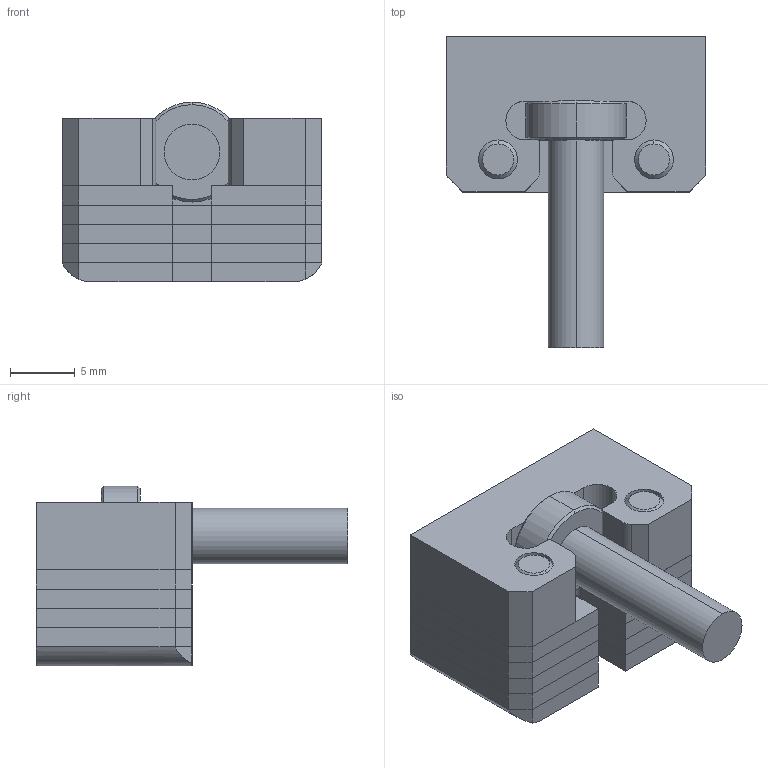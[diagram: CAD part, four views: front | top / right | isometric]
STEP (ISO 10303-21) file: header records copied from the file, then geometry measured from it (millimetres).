
FILE_DESCRIPTION (( 'STEP AP203' ), '1' );
FILE_NAME ('1643.STEP', '2023-01-11T08:37:50', ( '' ), ( '' ), 'SwSTEP 2.0', 'SolidWorks 2019', '' );
FILE_SCHEMA (( 'CONFIG_CONTROL_DESIGN' ));
Length unit declared in the file: millimetre
Products named in the file (6): Lamellar_Gas_Vent_ISGL20C 7b2e0f1fd099888776d30602e1a4ea8e; Bolt 7b2e0f1fd099888776d30602e1a4ea8e; Lamela 7b2e0f1fd099888776d30602e1a4ea8e; Pin_20 7b2e0f1fd099888776d30602e1a4ea8e; Lamela_Radius 7b2e0f1fd099888776d30602e1a4ea8e; 1643
Assembly tree (8 placements, depth 2):
  1643
    Lamellar_Gas_Vent_ISGL20C 7b2e0f1fd099888776d30602e1a4ea8e
    Bolt 7b2e0f1fd099888776d30602e1a4ea8e
    Lamela_Radius 7b2e0f1fd099888776d30602e1a4ea8e
    Lamela 7b2e0f1fd099888776d30602e1a4ea8e  x3
    Pin_20 7b2e0f1fd099888776d30602e1a4ea8e  x2
Bounding box: 20 x 24 x 13.85 mm (x, y, z)
Volume: 2843.3 mm3; surface area: 4163.5 mm2
Topology: 9 solids, 9 shells, 174 faces, 453 edges, 298 vertices
Faces by surface type: plane 101, cylinder 61, cone 12
Entity records: 4379 total; most frequent: DIRECTION 657, CARTESIAN_POINT 644, ORIENTED_EDGE 614, EDGE_CURVE 307, AXIS2_PLACEMENT_3D 223, LINE 211, VECTOR 211, VERTEX_POINT 202
